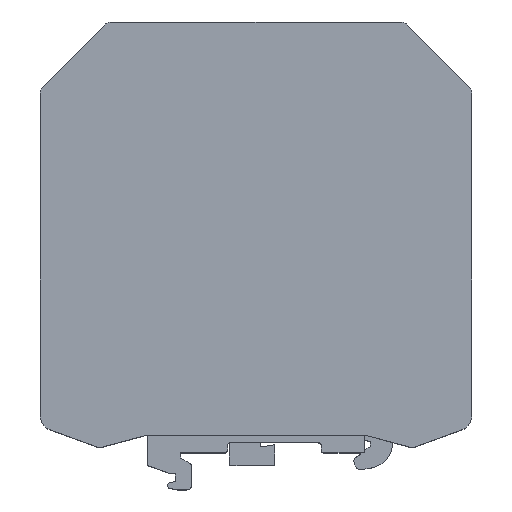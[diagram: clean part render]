
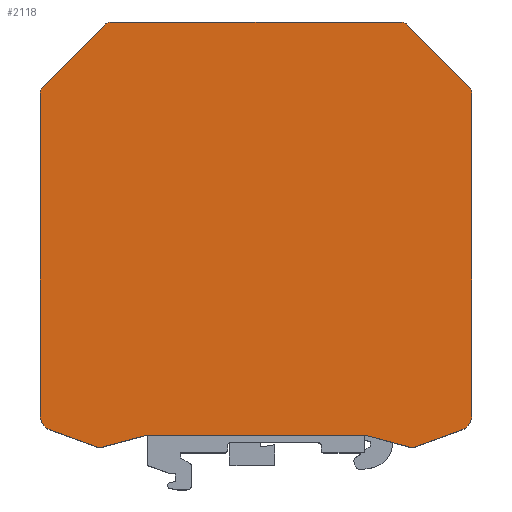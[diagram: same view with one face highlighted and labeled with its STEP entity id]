
A CAD part, top view. The second image highlights one B-rep face of the part: STEP entity #2118.
In plain terms, the highlighted planar face has unit normal (0, 0, 1).
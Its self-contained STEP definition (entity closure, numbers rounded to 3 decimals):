
#350=CARTESIAN_POINT('',(30.221,-1.736,12.5));
#351=DIRECTION('',(0.,0.,1.));
#352=DIRECTION('',(-0.259,-0.966,0.));
#353=AXIS2_PLACEMENT_3D('',#350,#351,#352);
#355=DIRECTION('',(0.966,-0.259,0.));
#356=VECTOR('',#355,9.073);
#357=CARTESIAN_POINT('',(21.293,0.,12.5));
#358=LINE('',#357,#356);
#359=DIRECTION('',(1.,0.,0.));
#360=VECTOR('',#359,42.586);
#361=CARTESIAN_POINT('',(-21.293,0.,12.5));
#362=LINE('',#361,#360);
#363=DIRECTION('',(0.966,0.259,0.));
#364=VECTOR('',#363,9.073);
#365=CARTESIAN_POINT('',(-30.057,-2.348,12.5));
#366=LINE('',#365,#364);
#367=CARTESIAN_POINT('',(-30.221,-1.736,12.5));
#368=DIRECTION('',(0.,0.,1.));
#369=DIRECTION('',(-0.342,-0.94,0.));
#370=AXIS2_PLACEMENT_3D('',#367,#368,#369);
#372=DIRECTION('',(0.94,-0.342,0.));
#373=VECTOR('',#372,9.937);
#374=CARTESIAN_POINT('',(-39.776,1.067,12.5));
#375=LINE('',#374,#373);
#376=CARTESIAN_POINT('',(-38.75,3.886,12.5));
#377=DIRECTION('',(0.,0.,1.));
#378=DIRECTION('',(-1.,0.,0.));
#379=AXIS2_PLACEMENT_3D('',#376,#377,#378);
#381=DIRECTION('',(0.,-1.,0.));
#382=VECTOR('',#381,62.285);
#383=CARTESIAN_POINT('',(-41.75,66.172,12.5));
#384=LINE('',#383,#382);
#385=CARTESIAN_POINT('',(-39.75,66.172,12.5));
#386=DIRECTION('',(0.,0.,1.));
#387=DIRECTION('',(-0.707,0.707,0.));
#388=AXIS2_PLACEMENT_3D('',#385,#386,#387);
#390=DIRECTION('',(-0.707,-0.707,0.));
#391=VECTOR('',#390,16.728);
#392=CARTESIAN_POINT('',(-29.336,79.414,12.5));
#393=LINE('',#392,#391);
#394=CARTESIAN_POINT('',(-27.922,78.,12.5));
#395=DIRECTION('',(0.,0.,1.));
#396=DIRECTION('',(0.,1.,0.));
#397=AXIS2_PLACEMENT_3D('',#394,#395,#396);
#399=DIRECTION('',(-1.,0.,0.));
#400=VECTOR('',#399,55.843);
#401=CARTESIAN_POINT('',(27.922,80.,12.5));
#402=LINE('',#401,#400);
#403=CARTESIAN_POINT('',(27.922,78.,12.5));
#404=DIRECTION('',(0.,0.,1.));
#405=DIRECTION('',(0.707,0.707,0.));
#406=AXIS2_PLACEMENT_3D('',#403,#404,#405);
#408=DIRECTION('',(-0.707,0.707,0.));
#409=VECTOR('',#408,16.728);
#410=CARTESIAN_POINT('',(41.164,67.586,12.5));
#411=LINE('',#410,#409);
#412=CARTESIAN_POINT('',(39.75,66.172,12.5));
#413=DIRECTION('',(0.,0.,1.));
#414=DIRECTION('',(1.,0.,0.));
#415=AXIS2_PLACEMENT_3D('',#412,#413,#414);
#417=DIRECTION('',(0.,1.,0.));
#418=VECTOR('',#417,62.285);
#419=CARTESIAN_POINT('',(41.75,3.886,12.5));
#420=LINE('',#419,#418);
#421=CARTESIAN_POINT('',(38.75,3.886,12.5));
#422=DIRECTION('',(0.,0.,1.));
#423=DIRECTION('',(0.342,-0.94,0.));
#424=AXIS2_PLACEMENT_3D('',#421,#422,#423);
#426=DIRECTION('',(0.94,0.342,0.));
#427=VECTOR('',#426,9.937);
#428=CARTESIAN_POINT('',(30.438,-2.332,12.5));
#429=LINE('',#428,#427);
#1315=CARTESIAN_POINT('',(30.057,-2.348,12.5));
#1316=CARTESIAN_POINT('',(30.438,-2.332,12.5));
#1317=VERTEX_POINT('',#1315);
#1318=VERTEX_POINT('',#1316);
#1319=CARTESIAN_POINT('',(39.776,1.067,12.5));
#1320=VERTEX_POINT('',#1319);
#1321=CARTESIAN_POINT('',(41.75,3.886,12.5));
#1322=VERTEX_POINT('',#1321);
#1323=CARTESIAN_POINT('',(41.75,66.172,12.5));
#1324=VERTEX_POINT('',#1323);
#1325=CARTESIAN_POINT('',(41.164,67.586,12.5));
#1326=VERTEX_POINT('',#1325);
#1327=CARTESIAN_POINT('',(29.336,79.414,12.5));
#1328=VERTEX_POINT('',#1327);
#1329=CARTESIAN_POINT('',(27.922,80.,12.5));
#1330=VERTEX_POINT('',#1329);
#1331=CARTESIAN_POINT('',(-27.922,80.,12.5));
#1332=VERTEX_POINT('',#1331);
#1333=CARTESIAN_POINT('',(-29.336,79.414,12.5));
#1334=VERTEX_POINT('',#1333);
#1335=CARTESIAN_POINT('',(-41.164,67.586,12.5));
#1336=VERTEX_POINT('',#1335);
#1337=CARTESIAN_POINT('',(-41.75,66.172,12.5));
#1338=VERTEX_POINT('',#1337);
#1339=CARTESIAN_POINT('',(-41.75,3.886,12.5));
#1340=VERTEX_POINT('',#1339);
#1341=CARTESIAN_POINT('',(-39.776,1.067,12.5));
#1342=VERTEX_POINT('',#1341);
#1343=CARTESIAN_POINT('',(-30.438,-2.332,12.5));
#1344=VERTEX_POINT('',#1343);
#1345=CARTESIAN_POINT('',(-30.057,-2.348,12.5));
#1346=VERTEX_POINT('',#1345);
#1347=CARTESIAN_POINT('',(-21.293,0.,12.5));
#1348=VERTEX_POINT('',#1347);
#1349=CARTESIAN_POINT('',(21.293,0.,12.5));
#1350=VERTEX_POINT('',#1349);
#2093=CARTESIAN_POINT('',(0.,0.,12.5));
#2094=DIRECTION('',(0.,0.,1.));
#2095=DIRECTION('',(1.,0.,0.));
#2096=AXIS2_PLACEMENT_3D('',#2093,#2094,#2095);
#2097=PLANE('',#2096);
#2098=ORIENTED_EDGE('',*,*,#1731,.F.);
#2099=ORIENTED_EDGE('',*,*,#1751,.F.);
#2100=ORIENTED_EDGE('',*,*,#1845,.F.);
#2101=ORIENTED_EDGE('',*,*,#1892,.F.);
#2102=ORIENTED_EDGE('',*,*,#1906,.F.);
#2103=ORIENTED_EDGE('',*,*,#1920,.F.);
#2104=ORIENTED_EDGE('',*,*,#1934,.F.);
#2105=ORIENTED_EDGE('',*,*,#1948,.F.);
#2106=ORIENTED_EDGE('',*,*,#1962,.F.);
#2107=ORIENTED_EDGE('',*,*,#1976,.F.);
#2108=ORIENTED_EDGE('',*,*,#1990,.F.);
#2109=ORIENTED_EDGE('',*,*,#2004,.F.);
#2110=ORIENTED_EDGE('',*,*,#2018,.F.);
#2111=ORIENTED_EDGE('',*,*,#2032,.F.);
#2112=ORIENTED_EDGE('',*,*,#2046,.F.);
#2113=ORIENTED_EDGE('',*,*,#2060,.F.);
#2114=ORIENTED_EDGE('',*,*,#2074,.F.);
#2115=ORIENTED_EDGE('',*,*,#2087,.F.);
#2116=EDGE_LOOP('',(#2098,#2099,#2100,#2101,#2102,#2103,#2104,#2105,#2106,#2107,
#2108,#2109,#2110,#2111,#2112,#2113,#2114,#2115));
#2117=FACE_OUTER_BOUND('',#2116,.F.);
#2118=ADVANCED_FACE('',(#2117),#2097,.T.);
#354=CIRCLE('',#353,0.634);
#371=CIRCLE('',#370,0.634);
#380=CIRCLE('',#379,3.);
#389=CIRCLE('',#388,2.);
#398=CIRCLE('',#397,2.);
#407=CIRCLE('',#406,2.);
#416=CIRCLE('',#415,2.);
#425=CIRCLE('',#424,3.);
#1731=EDGE_CURVE('',#1317,#1318,#354,.T.);
#1751=EDGE_CURVE('',#1350,#1317,#358,.T.);
#1845=EDGE_CURVE('',#1348,#1350,#362,.T.);
#1892=EDGE_CURVE('',#1346,#1348,#366,.T.);
#1906=EDGE_CURVE('',#1344,#1346,#371,.T.);
#1920=EDGE_CURVE('',#1342,#1344,#375,.T.);
#1934=EDGE_CURVE('',#1340,#1342,#380,.T.);
#1948=EDGE_CURVE('',#1338,#1340,#384,.T.);
#1962=EDGE_CURVE('',#1336,#1338,#389,.T.);
#1976=EDGE_CURVE('',#1334,#1336,#393,.T.);
#1990=EDGE_CURVE('',#1332,#1334,#398,.T.);
#2004=EDGE_CURVE('',#1330,#1332,#402,.T.);
#2018=EDGE_CURVE('',#1328,#1330,#407,.T.);
#2032=EDGE_CURVE('',#1326,#1328,#411,.T.);
#2046=EDGE_CURVE('',#1324,#1326,#416,.T.);
#2060=EDGE_CURVE('',#1322,#1324,#420,.T.);
#2074=EDGE_CURVE('',#1320,#1322,#425,.T.);
#2087=EDGE_CURVE('',#1318,#1320,#429,.T.);
